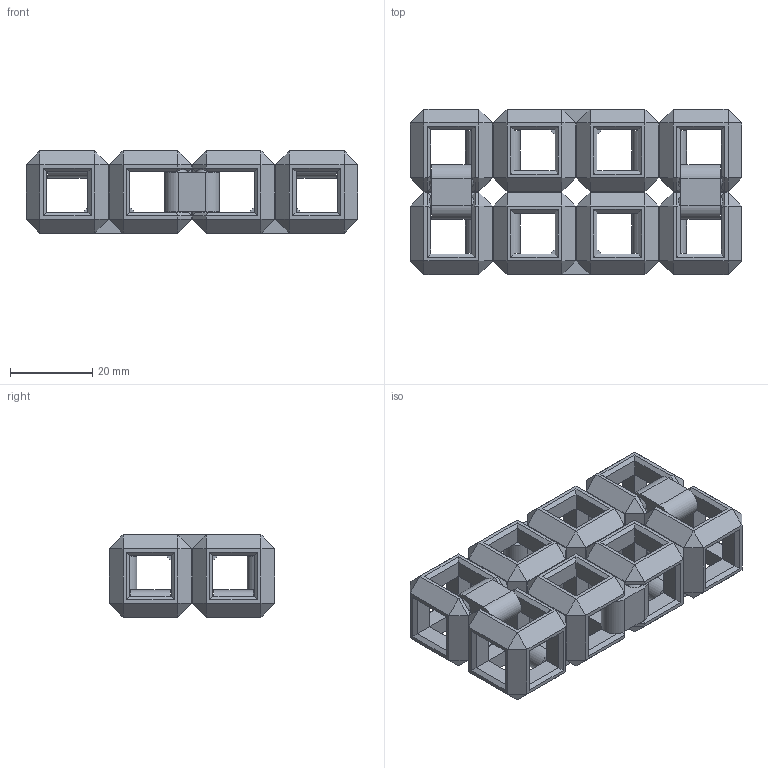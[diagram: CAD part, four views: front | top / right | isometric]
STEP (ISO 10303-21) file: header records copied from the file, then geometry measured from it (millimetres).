
FILE_DESCRIPTION(/* description */ (''),/* implementation_level */ '2;1');
FILE_NAME(/* name */ 'cubes v3.step',/* time_stamp */ '2022-02-26T11:41:01-05:00',/* author */ (''),/* organization */ (''),/* preprocessor_version */ 'ST-DEVELOPER v18.1',/* originating_system */ 'Autodesk Translation Framework v10.13.0.1454',/* authorisation */ '');
FILE_SCHEMA (('AUTOMOTIVE_DESIGN { 1 0 10303 214 3 1 1 }'));
Length unit declared in the file: millimetre
Products named in the file (2): cubes; Holey Cube
Assembly tree (1 placements, depth 2):
  cubes
    Holey Cube
Bounding box: 80.6 x 40.2 x 20 mm (x, y, z)
Volume: 25193.8 mm3; surface area: 21173.5 mm2
Topology: 16 solids, 16 shells, 656 faces, 1584 edges, 896 vertices
Faces by surface type: plane 576, cone 64, cylinder 16
Entity records: 17970 total; most frequent: CARTESIAN_POINT 3147, ORIENTED_EDGE 3040, DIRECTION 2926, EDGE_CURVE 1520, LINE 1360, VECTOR 1360, VERTEX_POINT 896, AXIS2_PLACEMENT_3D 783
